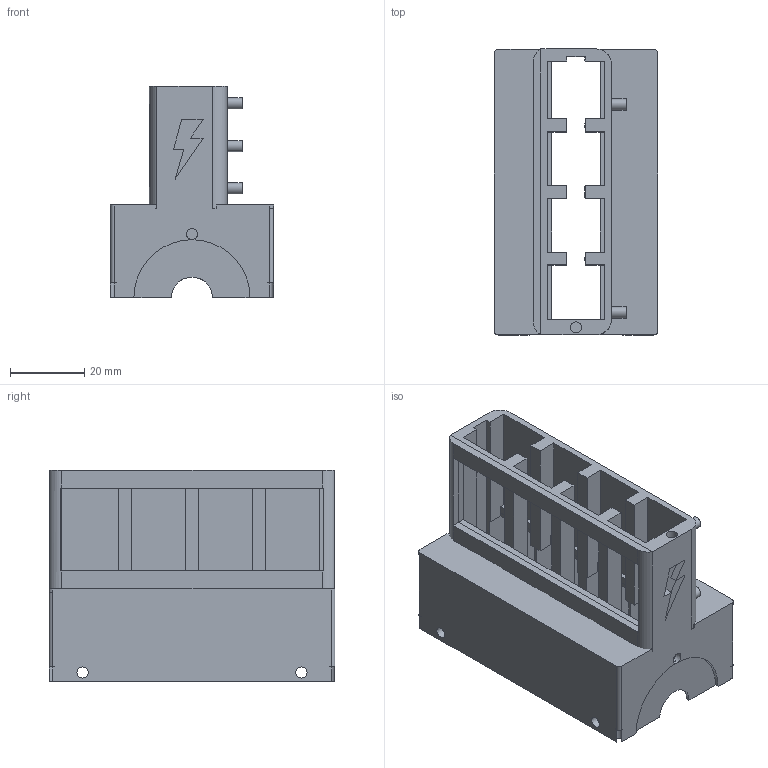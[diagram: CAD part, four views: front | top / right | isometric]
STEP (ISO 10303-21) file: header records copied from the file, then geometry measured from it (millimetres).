
FILE_DESCRIPTION(/* description */ ('','CAx-IF Rec.Pracs.---Representation and Presentation of Product Manufacturing Information (PMI)---4.0---2014-10-13'),/* implementation_level */ '2;1');
FILE_NAME(/* name */ 'Block.step',/* time_stamp */ '2025-03-10T03:57:17-04:00',/* author */ (''),/* organization */ (''),/* preprocessor_version */ 'ST-DEVELOPER v20',/* originating_system */ 'Autodesk Translation Framework v13.20.0.188',/* authorisation */ '');
FILE_SCHEMA (('AP242_MANAGED_MODEL_BASED_3D_ENGINEERING_MIM_LF { 1 0 10303 442 1 1 4 }'));
Length unit declared in the file: millimetre
Products named in the file (1): Block
Bounding box: 44 x 77 x 57 mm (x, y, z)
Volume: 32201.5 mm3; surface area: 35632.3 mm2
Topology: 5 solids, 5 shells, 219 faces, 639 edges, 422 vertices
Faces by surface type: plane 185, cylinder 34
Full cylindrical faces by diameter (mm): 3 x9
Entity records: 7233 total; most frequent: CARTESIAN_POINT 1282, ORIENTED_EDGE 1280, DIRECTION 1156, EDGE_CURVE 640, LINE 564, VECTOR 564, VERTEX_POINT 422, AXIS2_PLACEMENT_3D 296
